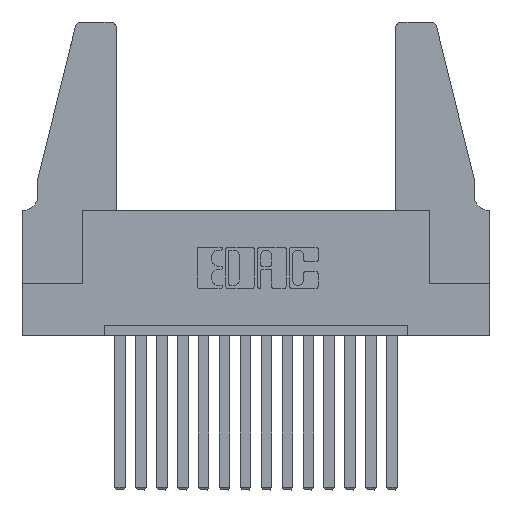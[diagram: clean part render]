
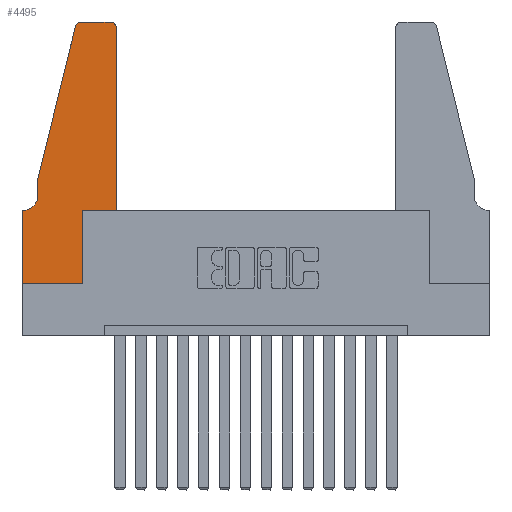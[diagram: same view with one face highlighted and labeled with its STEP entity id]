
A CAD part, top view. The second image highlights one B-rep face of the part: STEP entity #4495.
In plain terms, the highlighted planar face has unit normal (0, 0, 1).
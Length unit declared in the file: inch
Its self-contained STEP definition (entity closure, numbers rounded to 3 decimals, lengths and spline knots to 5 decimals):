
#797 = CIRCLE ( 'NONE', #12874, 0.03 ) ;
#854 = VECTOR ( 'NONE', #8676, 39.37008 ) ;
#1095 = CARTESIAN_POINT ( 'NONE',  ( 0.4505, 0.35, 0.37 ) ) ;
#1173 = LINE ( 'NONE', #9179, #8015 ) ;
#1665 = DIRECTION ( 'NONE',  ( -0.239, -0.971, 0. ) ) ;
#1699 = CARTESIAN_POINT ( 'NONE',  ( 0.4205, 1.22, 0.37 ) ) ;
#1740 = ORIENTED_EDGE ( 'NONE', *, *, #3381, .T. ) ;
#1798 = DIRECTION ( 'NONE',  ( 0., 0., 1. ) ) ;
#1952 = DIRECTION ( 'NONE',  ( 0., 1., 0. ) ) ;
#1981 = VERTEX_POINT ( 'NONE', #11062 ) ;
#2053 = ORIENTED_EDGE ( 'NONE', *, *, #15046, .T. ) ;
#2173 = CARTESIAN_POINT ( 'NONE',  ( 0.25487, 1.22718, 0.37 ) ) ;
#2530 = VERTEX_POINT ( 'NONE', #2173 ) ;
#2557 = ORIENTED_EDGE ( 'NONE', *, *, #6559, .T. ) ;
#2680 = LINE ( 'NONE', #1095, #12335 ) ;
#2946 = DIRECTION ( 'NONE',  ( 1., 0., 0. ) ) ;
#3381 = EDGE_CURVE ( 'NONE', #14613, #3676, #14998, .T. ) ;
#3676 = VERTEX_POINT ( 'NONE', #16096 ) ;
#3925 = VERTEX_POINT ( 'NONE', #11079 ) ;
#4049 = CARTESIAN_POINT ( 'NONE',  ( 0.2865, 0.35, 0.37 ) ) ;
#4178 = LINE ( 'NONE', #4778, #854 ) ;
#4210 = VERTEX_POINT ( 'NONE', #11943 ) ;
#4241 = DIRECTION ( 'NONE',  ( 1., 0., 0. ) ) ;
#4243 = LINE ( 'NONE', #13619, #8140 ) ;
#4387 = CARTESIAN_POINT ( 'NONE',  ( 0.0755, 0.42, 0.37 ) ) ;
#4495 = ADVANCED_FACE ( 'NONE', ( #10018 ), #6911, .T. ) ;
#4568 = AXIS2_PLACEMENT_3D ( 'NONE', #1699, #11920, #4241 ) ;
#4778 = CARTESIAN_POINT ( 'NONE',  ( 0.2605, 1.25, 0.37 ) ) ;
#4954 = VECTOR ( 'NONE', #7932, 39.37008 ) ;
#5331 = VECTOR ( 'NONE', #7824, 39.37008 ) ;
#5597 = LINE ( 'NONE', #9437, #11891 ) ;
#5619 = AXIS2_PLACEMENT_3D ( 'NONE', #9816, #9871, #7450 ) ;
#6072 = EDGE_CURVE ( 'NONE', #13864, #15275, #5597, .T. ) ;
#6250 = VECTOR ( 'NONE', #10402, 39.37008 ) ;
#6354 = EDGE_CURVE ( 'NONE', #15275, #13626, #9181, .T. ) ;
#6368 = CARTESIAN_POINT ( 'NONE',  ( 0.4505, 0.35, 0.37 ) ) ;
#6559 = EDGE_CURVE ( 'NONE', #2530, #11926, #1173, .T. ) ;
#6651 = CARTESIAN_POINT ( 'NONE',  ( 0.0055, 0.35, 0.37 ) ) ;
#6855 = VECTOR ( 'NONE', #8477, 39.37008 ) ;
#6911 = PLANE ( 'NONE',  #11810 ) ;
#7119 = EDGE_LOOP ( 'NONE', ( #2053, #15448, #2557, #15250, #15845, #10709, #15998, #9222, #1740, #7257, #14445, #11708 ) ) ;
#7257 = ORIENTED_EDGE ( 'NONE', *, *, #12445, .T. ) ;
#7450 = DIRECTION ( 'NONE',  ( -1., 0., 0. ) ) ;
#7703 = EDGE_CURVE ( 'NONE', #1981, #4210, #12939, .T. ) ;
#7748 = EDGE_CURVE ( 'NONE', #9603, #8056, #8386, .T. ) ;
#7824 = DIRECTION ( 'NONE',  ( 0., 1., 0. ) ) ;
#7932 = DIRECTION ( 'NONE',  ( -1., 0., 0. ) ) ;
#8015 = VECTOR ( 'NONE', #1665, 39.37008 ) ;
#8018 = LINE ( 'NONE', #8254, #6855 ) ;
#8056 = VERTEX_POINT ( 'NONE', #6651 ) ;
#8140 = VECTOR ( 'NONE', #14934, 39.37008 ) ;
#8254 = CARTESIAN_POINT ( 'NONE',  ( 0., 0., 0.37 ) ) ;
#8386 = CIRCLE ( 'NONE', #5619, 0.07 ) ;
#8477 = DIRECTION ( 'NONE',  ( 1., 0., 0. ) ) ;
#8533 = EDGE_CURVE ( 'NONE', #11926, #9603, #4243, .T. ) ;
#8547 = DIRECTION ( 'NONE',  ( 1., 0., 0. ) ) ;
#8676 = DIRECTION ( 'NONE',  ( -1., 0., 0. ) ) ;
#9179 = CARTESIAN_POINT ( 'NONE',  ( 0.0755, 0.5, 0.37 ) ) ;
#9181 = CIRCLE ( 'NONE', #4568, 0.03 ) ;
#9222 = ORIENTED_EDGE ( 'NONE', *, *, #12285, .T. ) ;
#9321 = CARTESIAN_POINT ( 'NONE',  ( 0., 0.35, 0.37 ) ) ;
#9437 = CARTESIAN_POINT ( 'NONE',  ( 0.4505, 0.35, 0.37 ) ) ;
#9603 = VERTEX_POINT ( 'NONE', #4387 ) ;
#9816 = CARTESIAN_POINT ( 'NONE',  ( 0.0055, 0.42, 0.37 ) ) ;
#9871 = DIRECTION ( 'NONE',  ( 0., 0., -1. ) ) ;
#10018 = FACE_OUTER_BOUND ( 'NONE', #7119, .T. ) ;
#10192 = CARTESIAN_POINT ( 'NONE',  ( 0., 0., 0.37 ) ) ;
#10232 = EDGE_CURVE ( 'NONE', #8056, #1981, #12049, .T. ) ;
#10402 = DIRECTION ( 'NONE',  ( 0., -1., 0. ) ) ;
#10709 = ORIENTED_EDGE ( 'NONE', *, *, #10232, .T. ) ;
#11062 = CARTESIAN_POINT ( 'NONE',  ( 0., 0.35, 0.37 ) ) ;
#11079 = CARTESIAN_POINT ( 'NONE',  ( 0.284, 1.25, 0.37 ) ) ;
#11145 = DIRECTION ( 'NONE',  ( 1., 0., 0. ) ) ;
#11708 = ORIENTED_EDGE ( 'NONE', *, *, #6354, .T. ) ;
#11713 = EDGE_CURVE ( 'NONE', #3925, #2530, #797, .T. ) ;
#11740 = CARTESIAN_POINT ( 'NONE',  ( 0.0755, 0.35, 0.37 ) ) ;
#11810 = AXIS2_PLACEMENT_3D ( 'NONE', #9321, #1798, #2946 ) ;
#11891 = VECTOR ( 'NONE', #1952, 39.37008 ) ;
#11920 = DIRECTION ( 'NONE',  ( 0., 0., 1. ) ) ;
#11926 = VERTEX_POINT ( 'NONE', #13968 ) ;
#11943 = CARTESIAN_POINT ( 'NONE',  ( 0., 0., 0.37 ) ) ;
#12049 = LINE ( 'NONE', #11740, #4954 ) ;
#12285 = EDGE_CURVE ( 'NONE', #4210, #14613, #8018, .T. ) ;
#12335 = VECTOR ( 'NONE', #11145, 39.37008 ) ;
#12445 = EDGE_CURVE ( 'NONE', #3676, #13864, #2680, .T. ) ;
#12839 = CARTESIAN_POINT ( 'NONE',  ( 0.2865, 0., 0.37 ) ) ;
#12874 = AXIS2_PLACEMENT_3D ( 'NONE', #14792, #16062, #8547 ) ;
#12939 = LINE ( 'NONE', #10192, #6250 ) ;
#13044 = CARTESIAN_POINT ( 'NONE',  ( 0.4505, 1.22, 0.37 ) ) ;
#13619 = CARTESIAN_POINT ( 'NONE',  ( 0.0755, 0.5, 0.37 ) ) ;
#13626 = VERTEX_POINT ( 'NONE', #15703 ) ;
#13864 = VERTEX_POINT ( 'NONE', #6368 ) ;
#13968 = CARTESIAN_POINT ( 'NONE',  ( 0.0755, 0.5, 0.37 ) ) ;
#14445 = ORIENTED_EDGE ( 'NONE', *, *, #6072, .T. ) ;
#14613 = VERTEX_POINT ( 'NONE', #12839 ) ;
#14792 = CARTESIAN_POINT ( 'NONE',  ( 0.284, 1.22, 0.37 ) ) ;
#14934 = DIRECTION ( 'NONE',  ( 0., -1., 0. ) ) ;
#14998 = LINE ( 'NONE', #4049, #5331 ) ;
#15046 = EDGE_CURVE ( 'NONE', #13626, #3925, #4178, .T. ) ;
#15250 = ORIENTED_EDGE ( 'NONE', *, *, #8533, .T. ) ;
#15275 = VERTEX_POINT ( 'NONE', #13044 ) ;
#15448 = ORIENTED_EDGE ( 'NONE', *, *, #11713, .T. ) ;
#15703 = CARTESIAN_POINT ( 'NONE',  ( 0.4205, 1.25, 0.37 ) ) ;
#15845 = ORIENTED_EDGE ( 'NONE', *, *, #7748, .T. ) ;
#15998 = ORIENTED_EDGE ( 'NONE', *, *, #7703, .T. ) ;
#16062 = DIRECTION ( 'NONE',  ( 0., 0., 1. ) ) ;
#16096 = CARTESIAN_POINT ( 'NONE',  ( 0.2865, 0.35, 0.37 ) ) ;
